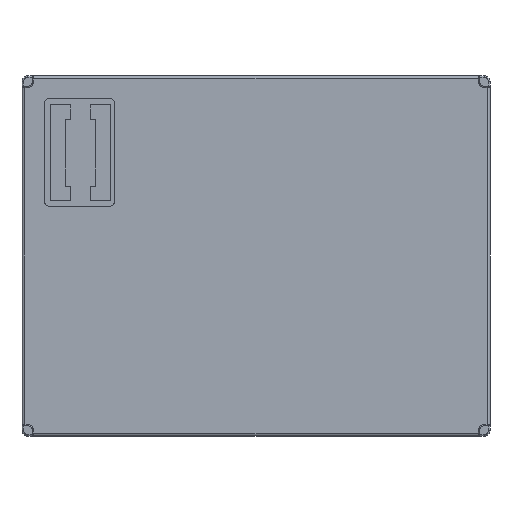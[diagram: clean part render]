
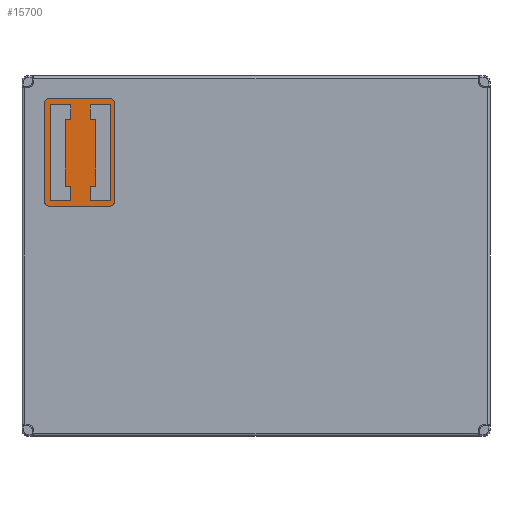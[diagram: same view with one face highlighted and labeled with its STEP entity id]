
A CAD part, front view. The second image highlights one B-rep face of the part: STEP entity #15700.
In plain terms, the highlighted planar face has unit normal (0, -1, 0).
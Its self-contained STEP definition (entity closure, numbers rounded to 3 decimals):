
#293 = CARTESIAN_POINT ( 'NONE',  ( -23.275, 11.8, -17.175 ) ) ;
#372 = LINE ( 'NONE', #802, #8344 ) ;
#475 = DIRECTION ( 'NONE',  ( -1., 0., 0. ) ) ;
#520 = DIRECTION ( 'NONE',  ( 1., 0., 0. ) ) ;
#617 = LINE ( 'NONE', #8593, #3930 ) ;
#755 = VERTEX_POINT ( 'NONE', #5298 ) ;
#802 = CARTESIAN_POINT ( 'NONE',  ( 23.575, 11.8, 0. ) ) ;
#815 = CARTESIAN_POINT ( 'NONE',  ( -23.275, 11.8, -17.775 ) ) ;
#900 = CARTESIAN_POINT ( 'NONE',  ( 0., 11.8, -17.175 ) ) ;
#1071 = CARTESIAN_POINT ( 'NONE',  ( 22.675, 11.8, -17.775 ) ) ;
#1334 = DIRECTION ( 'NONE',  ( 0., 0., 1. ) ) ;
#1404 = CARTESIAN_POINT ( 'NONE',  ( 22.675, 11.8, 18.075 ) ) ;
#1408 = VERTEX_POINT ( 'NONE', #5098 ) ;
#1510 = DIRECTION ( 'NONE',  ( 1., 0., 0. ) ) ;
#1538 = VERTEX_POINT ( 'NONE', #6889 ) ;
#1566 = EDGE_CURVE ( 'NONE', #12190, #9536, #14770, .T. ) ;
#1612 = ORIENTED_EDGE ( 'NONE', *, *, #15366, .T. ) ;
#1908 = LINE ( 'NONE', #12491, #8583 ) ;
#2041 = VECTOR ( 'NONE', #6714, 1000. ) ;
#2216 = DIRECTION ( 'NONE',  ( 0., 0., -1. ) ) ;
#2302 = DIRECTION ( 'NONE',  ( 1., 0., 0. ) ) ;
#2370 = CARTESIAN_POINT ( 'NONE',  ( 23.275, 11.8, -17.175 ) ) ;
#2718 = VECTOR ( 'NONE', #1334, 1000. ) ;
#2770 = VECTOR ( 'NONE', #14066, 1000. ) ;
#2828 = PLANE ( 'NONE',  #16963 ) ;
#2941 = DIRECTION ( 'NONE',  ( -1., 0., 0. ) ) ;
#3036 = VERTEX_POINT ( 'NONE', #10498 ) ;
#3232 = LINE ( 'NONE', #7144, #10315 ) ;
#3330 = VERTEX_POINT ( 'NONE', #1404 ) ;
#3633 = DIRECTION ( 'NONE',  ( 0., 0., 1. ) ) ;
#3739 = ORIENTED_EDGE ( 'NONE', *, *, #11022, .T. ) ;
#3793 = EDGE_CURVE ( 'NONE', #1538, #11765, #12506, .T. ) ;
#3930 = VECTOR ( 'NONE', #2941, 1000. ) ;
#4059 = VERTEX_POINT ( 'NONE', #4353 ) ;
#4114 = CARTESIAN_POINT ( 'NONE',  ( -22.675, 11.8, 0. ) ) ;
#4353 = CARTESIAN_POINT ( 'NONE',  ( -22.675, 11.8, -18.075 ) ) ;
#4432 = CIRCLE ( 'NONE', #15213, 0.6 ) ;
#4553 = AXIS2_PLACEMENT_3D ( 'NONE', #815, #10704, #2216 ) ;
#4719 = CARTESIAN_POINT ( 'NONE',  ( 0., 11.8, -17.175 ) ) ;
#5098 = CARTESIAN_POINT ( 'NONE',  ( -23.575, 11.8, 17.175 ) ) ;
#5117 = ORIENTED_EDGE ( 'NONE', *, *, #6632, .T. ) ;
#5297 = CARTESIAN_POINT ( 'NONE',  ( 0., 11.8, 18.075 ) ) ;
#5298 = CARTESIAN_POINT ( 'NONE',  ( 22.675, 11.8, -18.075 ) ) ;
#5618 = CARTESIAN_POINT ( 'NONE',  ( -23.575, 11.8, 0. ) ) ;
#5730 = CARTESIAN_POINT ( 'NONE',  ( 23.275, 11.8, 17.775 ) ) ;
#5839 = VERTEX_POINT ( 'NONE', #12030 ) ;
#5840 = DIRECTION ( 'NONE',  ( 0., 1., 0. ) ) ;
#6097 = CARTESIAN_POINT ( 'NONE',  ( -22.675, 11.8, 18.075 ) ) ;
#6192 = CARTESIAN_POINT ( 'NONE',  ( 23.575, 11.8, 17.175 ) ) ;
#6249 = EDGE_CURVE ( 'NONE', #7951, #1538, #17757, .T. ) ;
#6275 = CIRCLE ( 'NONE', #8297, 0.6 ) ;
#6356 = ORIENTED_EDGE ( 'NONE', *, *, #1566, .T. ) ;
#6632 = EDGE_CURVE ( 'NONE', #17569, #15221, #8273, .T. ) ;
#6697 = ORIENTED_EDGE ( 'NONE', *, *, #15051, .T. ) ;
#6714 = DIRECTION ( 'NONE',  ( -1., 0., 0. ) ) ;
#6750 = CIRCLE ( 'NONE', #4553, 0.6 ) ;
#6836 = CARTESIAN_POINT ( 'NONE',  ( -22.675, 11.8, 17.775 ) ) ;
#6889 = CARTESIAN_POINT ( 'NONE',  ( 23.275, 11.8, 17.175 ) ) ;
#6905 = DIRECTION ( 'NONE',  ( 0., 1., 0. ) ) ;
#6948 = DIRECTION ( 'NONE',  ( 0., 0., -1. ) ) ;
#7086 = DIRECTION ( 'NONE',  ( 0., 0., -1. ) ) ;
#7144 = CARTESIAN_POINT ( 'NONE',  ( 22.675, 11.8, 0. ) ) ;
#7149 = DIRECTION ( 'NONE',  ( 0., 0., -1. ) ) ;
#7888 = FACE_OUTER_BOUND ( 'NONE', #12733, .T. ) ;
#7951 = VERTEX_POINT ( 'NONE', #6192 ) ;
#8273 = LINE ( 'NONE', #900, #17299 ) ;
#8297 = AXIS2_PLACEMENT_3D ( 'NONE', #14286, #5840, #15710 ) ;
#8335 = VERTEX_POINT ( 'NONE', #10075 ) ;
#8344 = VECTOR ( 'NONE', #3633, 1000. ) ;
#8583 = VECTOR ( 'NONE', #13910, 1000. ) ;
#8592 = DIRECTION ( 'NONE',  ( 0., 0., 1. ) ) ;
#8593 = CARTESIAN_POINT ( 'NONE',  ( 0., 11.8, 17.175 ) ) ;
#8692 = EDGE_CURVE ( 'NONE', #3330, #12190, #9143, .T. ) ;
#8821 = EDGE_CURVE ( 'NONE', #11765, #3330, #10678, .T. ) ;
#9002 = CARTESIAN_POINT ( 'NONE',  ( 23.575, 11.8, -17.175 ) ) ;
#9143 = LINE ( 'NONE', #5297, #2041 ) ;
#9484 = ORIENTED_EDGE ( 'NONE', *, *, #15724, .T. ) ;
#9536 = VERTEX_POINT ( 'NONE', #6836 ) ;
#9645 = AXIS2_PLACEMENT_3D ( 'NONE', #5730, #15600, #7149 ) ;
#9664 = EDGE_CURVE ( 'NONE', #4059, #755, #18145, .T. ) ;
#9681 = CARTESIAN_POINT ( 'NONE',  ( 22.675, 11.8, 17.775 ) ) ;
#9868 = EDGE_CURVE ( 'NONE', #5839, #12115, #15042, .T. ) ;
#9993 = CARTESIAN_POINT ( 'NONE',  ( 0., 11.8, -18.075 ) ) ;
#10075 = CARTESIAN_POINT ( 'NONE',  ( -22.675, 11.8, -17.775 ) ) ;
#10282 = LINE ( 'NONE', #5618, #2770 ) ;
#10315 = VECTOR ( 'NONE', #8592, 1000. ) ;
#10330 = ORIENTED_EDGE ( 'NONE', *, *, #6249, .T. ) ;
#10498 = CARTESIAN_POINT ( 'NONE',  ( -23.275, 11.8, 17.175 ) ) ;
#10678 = LINE ( 'NONE', #13989, #2718 ) ;
#10704 = DIRECTION ( 'NONE',  ( 0., 1., 0. ) ) ;
#11018 = VECTOR ( 'NONE', #6948, 1000. ) ;
#11022 = EDGE_CURVE ( 'NONE', #15221, #7951, #372, .T. ) ;
#11307 = VECTOR ( 'NONE', #520, 1000. ) ;
#11330 = ORIENTED_EDGE ( 'NONE', *, *, #8821, .T. ) ;
#11765 = VERTEX_POINT ( 'NONE', #9681 ) ;
#11991 = EDGE_CURVE ( 'NONE', #1408, #5839, #10282, .T. ) ;
#12030 = CARTESIAN_POINT ( 'NONE',  ( -23.575, 11.8, -17.175 ) ) ;
#12115 = VERTEX_POINT ( 'NONE', #293 ) ;
#12190 = VERTEX_POINT ( 'NONE', #6097 ) ;
#12214 = ORIENTED_EDGE ( 'NONE', *, *, #16405, .T. ) ;
#12491 = CARTESIAN_POINT ( 'NONE',  ( -22.675, 11.8, 0. ) ) ;
#12506 = CIRCLE ( 'NONE', #9645, 0.6 ) ;
#12687 = EDGE_CURVE ( 'NONE', #16034, #17569, #6275, .T. ) ;
#12695 = CARTESIAN_POINT ( 'NONE',  ( 0., 11.8, 0. ) ) ;
#12733 = EDGE_LOOP ( 'NONE', ( #5117, #3739, #10330, #15791, #11330, #17915, #6356, #14465, #6697, #15729, #13677, #12214, #1612, #14172, #9484, #18144 ) ) ;
#13563 = VECTOR ( 'NONE', #475, 1000. ) ;
#13677 = ORIENTED_EDGE ( 'NONE', *, *, #9868, .T. ) ;
#13910 = DIRECTION ( 'NONE',  ( 0., 0., -1. ) ) ;
#13989 = CARTESIAN_POINT ( 'NONE',  ( 22.675, 11.8, 0. ) ) ;
#14066 = DIRECTION ( 'NONE',  ( 0., 0., -1. ) ) ;
#14172 = ORIENTED_EDGE ( 'NONE', *, *, #9664, .T. ) ;
#14286 = CARTESIAN_POINT ( 'NONE',  ( 23.275, 11.8, -17.775 ) ) ;
#14465 = ORIENTED_EDGE ( 'NONE', *, *, #17086, .T. ) ;
#14770 = LINE ( 'NONE', #4114, #11018 ) ;
#14834 = VECTOR ( 'NONE', #1510, 1000. ) ;
#15042 = LINE ( 'NONE', #4719, #11307 ) ;
#15051 = EDGE_CURVE ( 'NONE', #3036, #1408, #617, .T. ) ;
#15213 = AXIS2_PLACEMENT_3D ( 'NONE', #15357, #6905, #16769 ) ;
#15221 = VERTEX_POINT ( 'NONE', #9002 ) ;
#15357 = CARTESIAN_POINT ( 'NONE',  ( -23.275, 11.8, 17.775 ) ) ;
#15366 = EDGE_CURVE ( 'NONE', #8335, #4059, #1908, .T. ) ;
#15538 = DIRECTION ( 'NONE',  ( 0., 1., 0. ) ) ;
#15600 = DIRECTION ( 'NONE',  ( 0., 1., 0. ) ) ;
#15700 = ADVANCED_FACE ( 'NONE', ( #7888 ), #2828, .F. ) ;
#15710 = DIRECTION ( 'NONE',  ( 0., 0., -1. ) ) ;
#15724 = EDGE_CURVE ( 'NONE', #755, #16034, #3232, .T. ) ;
#15729 = ORIENTED_EDGE ( 'NONE', *, *, #11991, .T. ) ;
#15791 = ORIENTED_EDGE ( 'NONE', *, *, #3793, .T. ) ;
#16034 = VERTEX_POINT ( 'NONE', #1071 ) ;
#16405 = EDGE_CURVE ( 'NONE', #12115, #8335, #6750, .T. ) ;
#16769 = DIRECTION ( 'NONE',  ( 0., 0., -1. ) ) ;
#16963 = AXIS2_PLACEMENT_3D ( 'NONE', #12695, #15538, #7086 ) ;
#17086 = EDGE_CURVE ( 'NONE', #9536, #3036, #4432, .T. ) ;
#17299 = VECTOR ( 'NONE', #2302, 1000. ) ;
#17379 = CARTESIAN_POINT ( 'NONE',  ( 0., 11.8, 17.175 ) ) ;
#17569 = VERTEX_POINT ( 'NONE', #2370 ) ;
#17757 = LINE ( 'NONE', #17379, #13563 ) ;
#17915 = ORIENTED_EDGE ( 'NONE', *, *, #8692, .T. ) ;
#18144 = ORIENTED_EDGE ( 'NONE', *, *, #12687, .T. ) ;
#18145 = LINE ( 'NONE', #9993, #14834 ) ;
